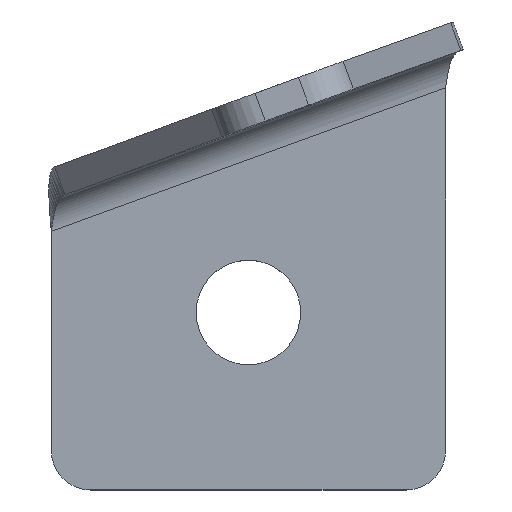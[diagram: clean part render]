
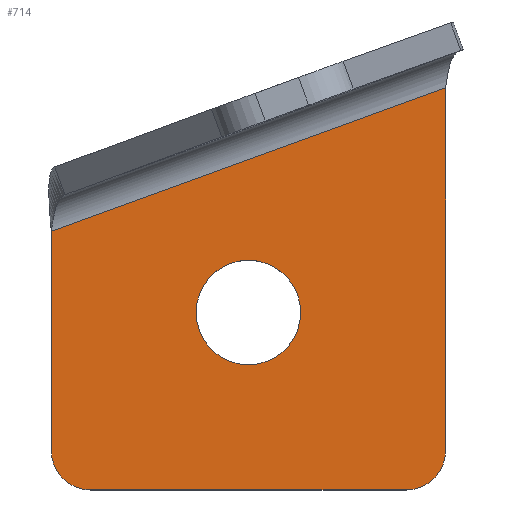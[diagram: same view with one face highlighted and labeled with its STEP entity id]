
A CAD part, top view. The second image highlights one B-rep face of the part: STEP entity #714.
In plain terms, the highlighted planar face has unit normal (0, 0, 1).
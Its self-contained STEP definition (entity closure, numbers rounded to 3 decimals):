
#32 = VERTEX_POINT ( 'NONE', #398 ) ;
#39 = VECTOR ( 'NONE', #449, 1000. ) ;
#46 = AXIS2_PLACEMENT_3D ( 'NONE', #555, #668, #225 ) ;
#47 = DIRECTION ( 'NONE',  ( 1., 0., 0. ) ) ;
#68 = CARTESIAN_POINT ( 'NONE',  ( 2., 2., 1.5 ) ) ;
#76 = ORIENTED_EDGE ( 'NONE', *, *, #265, .T. ) ;
#80 = VERTEX_POINT ( 'NONE', #720 ) ;
#97 = CARTESIAN_POINT ( 'NONE',  ( 20., 2., 1.5 ) ) ;
#108 = CARTESIAN_POINT ( 'NONE',  ( 18., 0., 1.5 ) ) ;
#116 = VERTEX_POINT ( 'NONE', #598 ) ;
#122 = DIRECTION ( 'NONE',  ( 0., 0., 1. ) ) ;
#130 = CARTESIAN_POINT ( 'NONE',  ( 0., 2., 1.5 ) ) ;
#134 = CIRCLE ( 'NONE', #187, 2. ) ;
#149 = ORIENTED_EDGE ( 'NONE', *, *, #513, .T. ) ;
#152 = EDGE_CURVE ( 'NONE', #168, #273, #291, .T. ) ;
#154 = CARTESIAN_POINT ( 'NONE',  ( 10., 9., 1.5 ) ) ;
#168 = VERTEX_POINT ( 'NONE', #347 ) ;
#171 = DIRECTION ( 'NONE',  ( 0., 0., 1. ) ) ;
#181 = AXIS2_PLACEMENT_3D ( 'NONE', #246, #436, #47 ) ;
#182 = CARTESIAN_POINT ( 'NONE',  ( -4.217, 11.585, 1.5 ) ) ;
#187 = AXIS2_PLACEMENT_3D ( 'NONE', #633, #171, #251 ) ;
#194 = CARTESIAN_POINT ( 'NONE',  ( 0., 0., 1.5 ) ) ;
#219 = DIRECTION ( 'NONE',  ( 1., 0., 0. ) ) ;
#225 = DIRECTION ( 'NONE',  ( -1., 0., 0. ) ) ;
#246 = CARTESIAN_POINT ( 'NONE',  ( 10., 9., 1.5 ) ) ;
#250 = CIRCLE ( 'NONE', #181, 2.65 ) ;
#251 = DIRECTION ( 'NONE',  ( -1., 0., 0. ) ) ;
#257 = DIRECTION ( 'NONE',  ( -1., 0., 0. ) ) ;
#265 = EDGE_CURVE ( 'NONE', #116, #839, #492, .T. ) ;
#273 = VERTEX_POINT ( 'NONE', #359 ) ;
#279 = LINE ( 'NONE', #380, #728 ) ;
#291 = CIRCLE ( 'NONE', #450, 2.65 ) ;
#292 = CARTESIAN_POINT ( 'NONE',  ( 0., 0., 1.5 ) ) ;
#294 = ORIENTED_EDGE ( 'NONE', *, *, #834, .T. ) ;
#303 = VERTEX_POINT ( 'NONE', #97 ) ;
#347 = CARTESIAN_POINT ( 'NONE',  ( 7.35, 9., 1.5 ) ) ;
#355 = EDGE_CURVE ( 'NONE', #273, #168, #250, .T. ) ;
#359 = CARTESIAN_POINT ( 'NONE',  ( 12.65, 9., 1.5 ) ) ;
#380 = CARTESIAN_POINT ( 'NONE',  ( 20., 0., 1.5 ) ) ;
#398 = CARTESIAN_POINT ( 'NONE',  ( 20., 20.399, 1.5 ) ) ;
#400 = VERTEX_POINT ( 'NONE', #108 ) ;
#416 = PLANE ( 'NONE',  #46 ) ;
#420 = VECTOR ( 'NONE', #836, 1000. ) ;
#421 = VECTOR ( 'NONE', #679, 1000. ) ;
#436 = DIRECTION ( 'NONE',  ( 0., 0., 1. ) ) ;
#449 = DIRECTION ( 'NONE',  ( 1., 0., 0. ) ) ;
#450 = AXIS2_PLACEMENT_3D ( 'NONE', #154, #671, #219 ) ;
#492 = LINE ( 'NONE', #292, #421 ) ;
#513 = EDGE_CURVE ( 'NONE', #839, #80, #654, .T. ) ;
#516 = FACE_BOUND ( 'NONE', #527, .T. ) ;
#527 = EDGE_LOOP ( 'NONE', ( #743, #647 ) ) ;
#530 = EDGE_CURVE ( 'NONE', #80, #400, #673, .T. ) ;
#536 = FACE_OUTER_BOUND ( 'NONE', #754, .T. ) ;
#555 = CARTESIAN_POINT ( 'NONE',  ( 0., 0., 1.5 ) ) ;
#590 = ORIENTED_EDGE ( 'NONE', *, *, #530, .T. ) ;
#598 = CARTESIAN_POINT ( 'NONE',  ( 0., 13.119, 1.5 ) ) ;
#625 = AXIS2_PLACEMENT_3D ( 'NONE', #68, #122, #257 ) ;
#633 = CARTESIAN_POINT ( 'NONE',  ( 18., 2., 1.5 ) ) ;
#647 = ORIENTED_EDGE ( 'NONE', *, *, #355, .F. ) ;
#654 = CIRCLE ( 'NONE', #625, 2. ) ;
#664 = LINE ( 'NONE', #182, #420 ) ;
#668 = DIRECTION ( 'NONE',  ( 0., 0., -1. ) ) ;
#671 = DIRECTION ( 'NONE',  ( 0., 0., 1. ) ) ;
#673 = LINE ( 'NONE', #194, #39 ) ;
#679 = DIRECTION ( 'NONE',  ( 0., -1., 0. ) ) ;
#714 = ADVANCED_FACE ( 'NONE', ( #536, #516 ), #416, .F. ) ;
#720 = CARTESIAN_POINT ( 'NONE',  ( 2., 0., 1.5 ) ) ;
#728 = VECTOR ( 'NONE', #845, 1000. ) ;
#743 = ORIENTED_EDGE ( 'NONE', *, *, #152, .F. ) ;
#754 = EDGE_LOOP ( 'NONE', ( #780, #76, #149, #590, #789, #294 ) ) ;
#764 = EDGE_CURVE ( 'NONE', #400, #303, #134, .T. ) ;
#780 = ORIENTED_EDGE ( 'NONE', *, *, #817, .F. ) ;
#789 = ORIENTED_EDGE ( 'NONE', *, *, #764, .T. ) ;
#817 = EDGE_CURVE ( 'NONE', #116, #32, #664, .T. ) ;
#834 = EDGE_CURVE ( 'NONE', #303, #32, #279, .T. ) ;
#836 = DIRECTION ( 'NONE',  ( 0.94, 0.342, 0. ) ) ;
#839 = VERTEX_POINT ( 'NONE', #130 ) ;
#845 = DIRECTION ( 'NONE',  ( 0., 1., 0. ) ) ;
